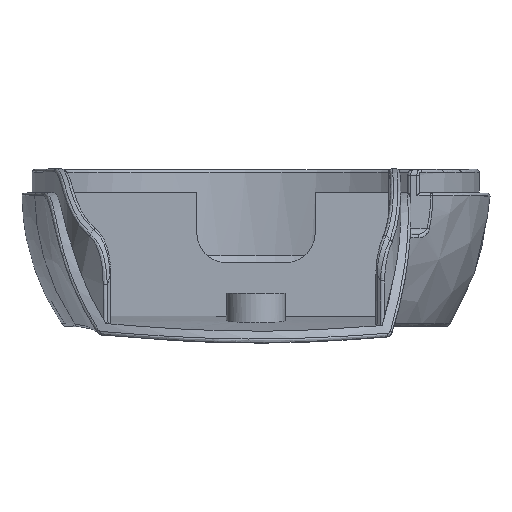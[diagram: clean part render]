
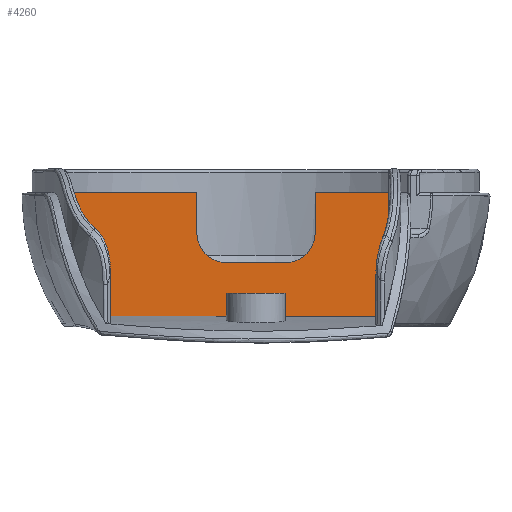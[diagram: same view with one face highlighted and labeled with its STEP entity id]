
A CAD part, top view. The second image highlights one B-rep face of the part: STEP entity #4260.
In plain terms, the highlighted planar face has unit normal (0, 0, 1).
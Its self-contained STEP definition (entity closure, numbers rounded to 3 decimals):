
#41=PLANE('',#4557);
#377=LINE('',#13190,#650);
#378=LINE('',#13199,#651);
#379=LINE('',#13201,#652);
#380=LINE('',#13203,#653);
#381=LINE('',#13207,#654);
#382=LINE('',#13211,#655);
#383=LINE('',#13212,#656);
#650=VECTOR('',#5137,1000.);
#651=VECTOR('',#5138,1000.);
#652=VECTOR('',#5139,1000.);
#653=VECTOR('',#5140,1000.);
#654=VECTOR('',#5143,1000.);
#655=VECTOR('',#5146,1000.);
#656=VECTOR('',#5147,1000.);
#944=FACE_OUTER_BOUND('',#1227,.T.);
#1227=EDGE_LOOP('',(#3311,#3312,#3313,#3314,#3315,#3316,#3317,#3318,#3319,
#3320,#3321,#3322));
#1395=ELLIPSE('',#4556,44.244,41.137);
#1487=B_SPLINE_CURVE_WITH_KNOTS('',3,(#11896,#11897,#11898,#11899,#11900,
#11901),.UNSPECIFIED.,.F.,.F.,(4,2,4),(0.,2.4,
4.774),.UNSPECIFIED.);
#1515=B_SPLINE_CURVE_WITH_KNOTS('',3,(#13192,#13193,#13194,#13195,#13196,
#13197),.UNSPECIFIED.,.F.,.F.,(4,2,4),(-0.725,-0.363,
0.),.UNSPECIFIED.);
#1670=CIRCLE('',#4558,5.);
#1671=CIRCLE('',#4559,5.);
#1930=VERTEX_POINT('',#11888);
#1931=VERTEX_POINT('',#11895);
#1976=VERTEX_POINT('',#13174);
#1977=VERTEX_POINT('',#13189);
#1978=VERTEX_POINT('',#13191);
#1979=VERTEX_POINT('',#13198);
#1980=VERTEX_POINT('',#13200);
#1981=VERTEX_POINT('',#13202);
#1982=VERTEX_POINT('',#13204);
#1983=VERTEX_POINT('',#13206);
#1984=VERTEX_POINT('',#13208);
#1985=VERTEX_POINT('',#13210);
#2404=EDGE_CURVE('',#1930,#1931,#1487,.T.);
#2474=EDGE_CURVE('',#1931,#1976,#1395,.T.);
#2476=EDGE_CURVE('',#1976,#1977,#377,.T.);
#2477=EDGE_CURVE('',#1978,#1930,#1515,.T.);
#2478=EDGE_CURVE('',#1979,#1978,#378,.T.);
#2479=EDGE_CURVE('',#1980,#1979,#379,.T.);
#2480=EDGE_CURVE('',#1981,#1980,#380,.T.);
#2481=EDGE_CURVE('',#1982,#1981,#1670,.T.);
#2482=EDGE_CURVE('',#1983,#1982,#381,.T.);
#2483=EDGE_CURVE('',#1984,#1983,#1671,.T.);
#2484=EDGE_CURVE('',#1985,#1984,#382,.T.);
#2485=EDGE_CURVE('',#1977,#1985,#383,.T.);
#3311=ORIENTED_EDGE('',*,*,#2476,.F.);
#3312=ORIENTED_EDGE('',*,*,#2474,.F.);
#3313=ORIENTED_EDGE('',*,*,#2404,.F.);
#3314=ORIENTED_EDGE('',*,*,#2477,.F.);
#3315=ORIENTED_EDGE('',*,*,#2478,.F.);
#3316=ORIENTED_EDGE('',*,*,#2479,.F.);
#3317=ORIENTED_EDGE('',*,*,#2480,.F.);
#3318=ORIENTED_EDGE('',*,*,#2481,.F.);
#3319=ORIENTED_EDGE('',*,*,#2482,.F.);
#3320=ORIENTED_EDGE('',*,*,#2483,.F.);
#3321=ORIENTED_EDGE('',*,*,#2484,.F.);
#3322=ORIENTED_EDGE('',*,*,#2485,.F.);
#4260=ADVANCED_FACE('',(#944),#41,.F.);
#4556=AXIS2_PLACEMENT_3D('',#13175,#5133,#5134);
#4557=AXIS2_PLACEMENT_3D('',#13188,#5135,#5136);
#4558=AXIS2_PLACEMENT_3D('',#13205,#5141,#5142);
#4559=AXIS2_PLACEMENT_3D('',#13209,#5144,#5145);
#5133=DIRECTION('center_axis',(0.,0.,-1.));
#5134=DIRECTION('ref_axis',(0.911,0.413,0.));
#5135=DIRECTION('center_axis',(0.,0.,-1.));
#5136=DIRECTION('ref_axis',(-1.,0.,0.));
#5137=DIRECTION('',(0.,1.,0.));
#5138=DIRECTION('',(0.,-1.,0.));
#5139=DIRECTION('',(1.,0.,0.));
#5140=DIRECTION('',(0.,1.,0.));
#5141=DIRECTION('center_axis',(0.,0.,1.));
#5142=DIRECTION('ref_axis',(1.,0.,0.));
#5143=DIRECTION('',(1.,0.,0.));
#5144=DIRECTION('center_axis',(0.,0.,1.));
#5145=DIRECTION('ref_axis',(-1.,0.,0.));
#5146=DIRECTION('',(0.,-1.,0.));
#5147=DIRECTION('',(1.,0.,0.));
#11888=CARTESIAN_POINT('',(20.491,-20.932,50.3));
#11895=CARTESIAN_POINT('',(-27.726,-20.85,50.3));
#11896=CARTESIAN_POINT('Ctrl Pts',(20.491,-20.932,50.3));
#11897=CARTESIAN_POINT('Ctrl Pts',(12.493,-21.01,50.3));
#11898=CARTESIAN_POINT('Ctrl Pts',(4.417,-21.043,50.3));
#11899=CARTESIAN_POINT('Ctrl Pts',(-11.544,-21.015,
50.3));
#11900=CARTESIAN_POINT('Ctrl Pts',(-19.247,-20.961,
50.3));
#11901=CARTESIAN_POINT('Ctrl Pts',(-27.726,-20.85,
50.3));
#13174=CARTESIAN_POINT('',(-32.327,-10.725,50.3));
#13175=CARTESIAN_POINT('Origin',(9.885,2.347,50.3));
#13188=CARTESIAN_POINT('Origin',(-13.412,500000.,50.3));
#13189=CARTESIAN_POINT('',(-32.327,0.,50.3));
#13190=CARTESIAN_POINT('',(-32.327,500000.,50.3));
#13191=CARTESIAN_POINT('',(22.434,-13.951,50.3));
#13192=CARTESIAN_POINT('Ctrl Pts',(22.434,-13.951,50.3));
#13193=CARTESIAN_POINT('Ctrl Pts',(22.175,-15.132,50.3));
#13194=CARTESIAN_POINT('Ctrl Pts',(21.884,-16.305,50.3));
#13195=CARTESIAN_POINT('Ctrl Pts',(21.235,-18.635,50.3));
#13196=CARTESIAN_POINT('Ctrl Pts',(20.879,-19.788,50.3));
#13197=CARTESIAN_POINT('Ctrl Pts',(20.491,-20.932,50.3));
#13198=CARTESIAN_POINT('',(22.434,0.,50.3));
#13199=CARTESIAN_POINT('',(22.434,500000.,50.3));
#13200=CARTESIAN_POINT('',(10.,0.,50.3));
#13201=CARTESIAN_POINT('',(-13.412,0.,50.3));
#13202=CARTESIAN_POINT('',(10.,-6.8,50.3));
#13203=CARTESIAN_POINT('',(10.,500000.,50.3));
#13204=CARTESIAN_POINT('',(5.,-11.8,50.3));
#13205=CARTESIAN_POINT('Origin',(5.,-6.8,50.3));
#13206=CARTESIAN_POINT('',(-5.,-11.8,50.3));
#13207=CARTESIAN_POINT('',(-13.412,-11.8,50.3));
#13208=CARTESIAN_POINT('',(-10.,-6.8,50.3));
#13209=CARTESIAN_POINT('Origin',(-5.,-6.8,50.3));
#13210=CARTESIAN_POINT('',(-10.,0.,50.3));
#13211=CARTESIAN_POINT('',(-10.,500000.,50.3));
#13212=CARTESIAN_POINT('',(-13.412,0.,50.3));
